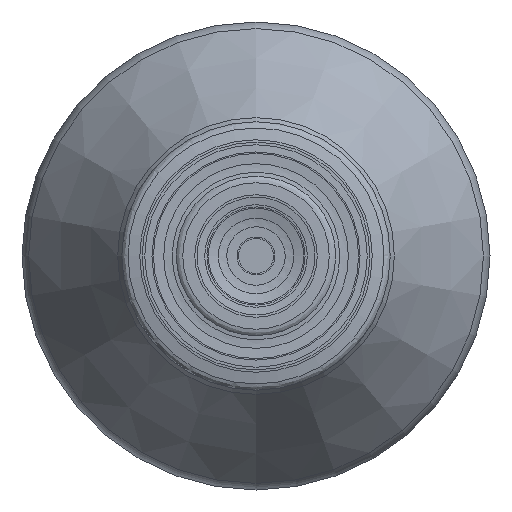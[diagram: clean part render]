
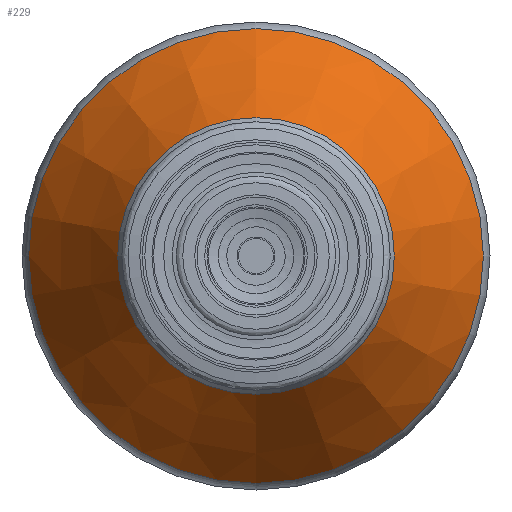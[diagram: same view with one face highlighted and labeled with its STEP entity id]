
A CAD part, left-side view. The second image highlights one B-rep face of the part: STEP entity #229.
In plain terms, the highlighted conical face has half-angle 32.856 degrees and reference radius 16.52 mm.
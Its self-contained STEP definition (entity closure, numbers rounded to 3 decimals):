
#207=CONICAL_SURFACE('',#905,16.52,32.856);
#229=ADVANCED_FACE('',(#317,#318),#207,.T.);
#317=FACE_BOUND('',#444,.T.);
#318=FACE_BOUND('',#445,.T.);
#444=EDGE_LOOP('',(#574));
#445=EDGE_LOOP('',(#575));
#574=ORIENTED_EDGE('',*,*,#755,.T.);
#575=ORIENTED_EDGE('',*,*,#754,.F.);
#689=VERTEX_POINT('',#1259);
#690=VERTEX_POINT('',#1262);
#754=EDGE_CURVE('',#689,#689,#819,.T.);
#755=EDGE_CURVE('',#690,#690,#820,.T.);
#819=CIRCLE('',#902,16.52);
#820=CIRCLE('',#904,10.05);
#902=AXIS2_PLACEMENT_3D('',#1258,#1023,#1024);
#904=AXIS2_PLACEMENT_3D('',#1261,#1027,#1028);
#905=AXIS2_PLACEMENT_3D('',#1263,#1029,#1030);
#1023=DIRECTION('',(1.,0.,0.));
#1024=DIRECTION('',(0.,0.,1.));
#1027=DIRECTION('',(1.,0.,0.));
#1028=DIRECTION('',(0.,0.,1.));
#1029=DIRECTION('',(1.,0.,0.));
#1030=DIRECTION('',(0.,0.,-1.));
#1258=CARTESIAN_POINT('',(111.257,0.,0.));
#1259=CARTESIAN_POINT('',(111.257,0.,16.52));
#1261=CARTESIAN_POINT('',(101.238,0.,0.));
#1262=CARTESIAN_POINT('',(101.238,0.,10.05));
#1263=CARTESIAN_POINT('',(111.257,0.,0.));
